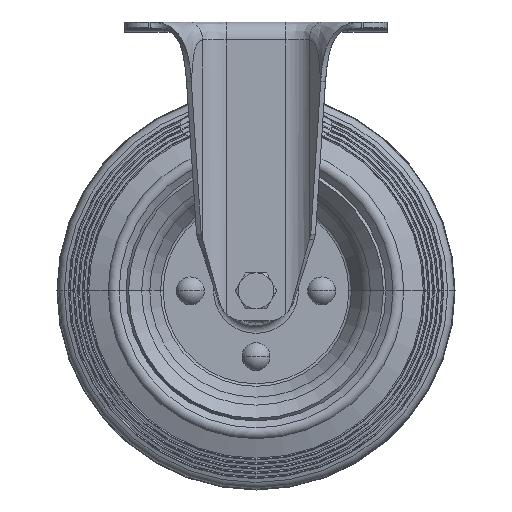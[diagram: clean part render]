
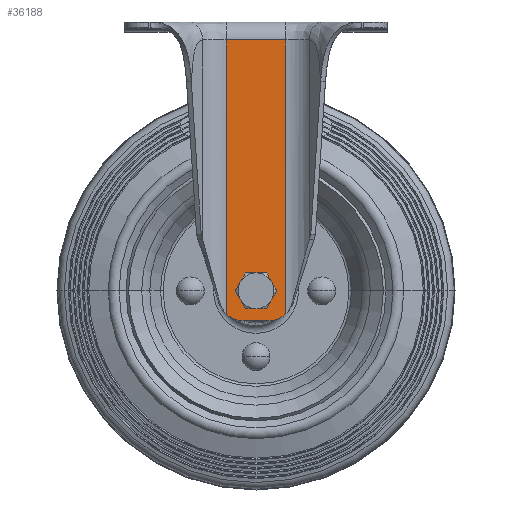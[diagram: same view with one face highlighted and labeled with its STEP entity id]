
A CAD part, top view. The second image highlights one B-rep face of the part: STEP entity #36188.
In plain terms, the highlighted planar face has unit normal (0, 0, 1).
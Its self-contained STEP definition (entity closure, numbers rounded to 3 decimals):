
#606 = EDGE_CURVE ( 'NONE', #2027, #36262, #32309, .T. ) ;
#1035 = ORIENTED_EDGE ( 'NONE', *, *, #24166, .F. ) ;
#2027 = VERTEX_POINT ( 'NONE', #29983 ) ;
#2887 = CARTESIAN_POINT ( 'NONE',  ( 15., 0., 34. ) ) ;
#4134 = DIRECTION ( 'NONE',  ( 0., 0., -1. ) ) ;
#5400 = ORIENTED_EDGE ( 'NONE', *, *, #22328, .F. ) ;
#5674 = CARTESIAN_POINT ( 'NONE',  ( -6.05, -135., 34. ) ) ;
#6088 = DIRECTION ( 'NONE',  ( -1., 0., 0. ) ) ;
#6643 = VECTOR ( 'NONE', #22063, 1000. ) ;
#7495 = ORIENTED_EDGE ( 'NONE', *, *, #30005, .F. ) ;
#7922 = DIRECTION ( 'NONE',  ( 0., 1., 0. ) ) ;
#8140 = ORIENTED_EDGE ( 'NONE', *, *, #13064, .F. ) ;
#8277 = ORIENTED_EDGE ( 'NONE', *, *, #606, .F. ) ;
#8605 = EDGE_CURVE ( 'NONE', #33787, #10713, #35119, .T. ) ;
#9305 = DIRECTION ( 'NONE',  ( 0., 0., -1. ) ) ;
#9419 = CARTESIAN_POINT ( 'NONE',  ( 15., -146.471, 34. ) ) ;
#9770 = CARTESIAN_POINT ( 'NONE',  ( 15., -150., 34. ) ) ;
#10713 = VERTEX_POINT ( 'NONE', #31535 ) ;
#11155 = CARTESIAN_POINT ( 'NONE',  ( 0., -135., 34. ) ) ;
#11434 = LINE ( 'NONE', #23535, #13499 ) ;
#11625 = ORIENTED_EDGE ( 'NONE', *, *, #8605, .F. ) ;
#12139 = CARTESIAN_POINT ( 'NONE',  ( -15., -9., 34. ) ) ;
#12514 = CARTESIAN_POINT ( 'NONE',  ( 6.5, -150., 34. ) ) ;
#12767 = VERTEX_POINT ( 'NONE', #9419 ) ;
#13064 = EDGE_CURVE ( 'NONE', #30346, #38631, #29715, .T. ) ;
#13163 = DIRECTION ( 'NONE',  ( 0., -1., 0. ) ) ;
#13499 = VECTOR ( 'NONE', #35788, 1000. ) ;
#13962 = CARTESIAN_POINT ( 'NONE',  ( 15., -9., 34. ) ) ;
#14323 = PLANE ( 'NONE',  #18487 ) ;
#16995 = CARTESIAN_POINT ( 'NONE',  ( -6.5, -138., 34. ) ) ;
#17928 = CARTESIAN_POINT ( 'NONE',  ( 0., -135., 34. ) ) ;
#18487 = AXIS2_PLACEMENT_3D ( 'NONE', #2887, #9305, #6088 ) ;
#18619 = CARTESIAN_POINT ( 'NONE',  ( 6.5, -138., 34. ) ) ;
#19810 = AXIS2_PLACEMENT_3D ( 'NONE', #18619, #28346, #22246 ) ;
#20382 = ORIENTED_EDGE ( 'NONE', *, *, #25089, .F. ) ;
#22063 = DIRECTION ( 'NONE',  ( 0., 1., 0. ) ) ;
#22214 = CARTESIAN_POINT ( 'NONE',  ( 6.05, -135., 34. ) ) ;
#22246 = DIRECTION ( 'NONE',  ( 0., -1., 0. ) ) ;
#22328 = EDGE_CURVE ( 'NONE', #36262, #37861, #11434, .T. ) ;
#23535 = CARTESIAN_POINT ( 'NONE',  ( 74.112, -9., 34. ) ) ;
#24166 = EDGE_CURVE ( 'NONE', #38631, #30346, #38993, .T. ) ;
#24333 = EDGE_LOOP ( 'NONE', ( #8277, #7495, #11625, #20382, #35488, #5400 ) ) ;
#24427 = VECTOR ( 'NONE', #32112, 1000. ) ;
#25089 = EDGE_CURVE ( 'NONE', #12767, #33787, #32018, .T. ) ;
#25137 = CARTESIAN_POINT ( 'NONE',  ( 15., 0., 34. ) ) ;
#25927 = CARTESIAN_POINT ( 'NONE',  ( -15., 0., 34. ) ) ;
#26323 = FACE_BOUND ( 'NONE', #27971, .T. ) ;
#26343 = DIRECTION ( 'NONE',  ( -1., 0., 0. ) ) ;
#26929 = CIRCLE ( 'NONE', #32008, 12. ) ;
#27119 = FACE_OUTER_BOUND ( 'NONE', #24333, .T. ) ;
#27563 = EDGE_CURVE ( 'NONE', #12767, #37861, #34135, .T. ) ;
#27971 = EDGE_LOOP ( 'NONE', ( #8140, #1035 ) ) ;
#28346 = DIRECTION ( 'NONE',  ( 0., 0., -1. ) ) ;
#29715 = CIRCLE ( 'NONE', #34168, 6.05 ) ;
#29983 = CARTESIAN_POINT ( 'NONE',  ( -15., -146.471, 34. ) ) ;
#30005 = EDGE_CURVE ( 'NONE', #10713, #2027, #26929, .T. ) ;
#30254 = DIRECTION ( 'NONE',  ( 0., 0., 1. ) ) ;
#30346 = VERTEX_POINT ( 'NONE', #5674 ) ;
#31535 = CARTESIAN_POINT ( 'NONE',  ( -6.5, -150., 34. ) ) ;
#32008 = AXIS2_PLACEMENT_3D ( 'NONE', #16995, #4134, #13163 ) ;
#32018 = CIRCLE ( 'NONE', #19810, 12. ) ;
#32112 = DIRECTION ( 'NONE',  ( -1., 0., 0. ) ) ;
#32309 = LINE ( 'NONE', #25927, #34896 ) ;
#33417 = DIRECTION ( 'NONE',  ( -1., 0., 0. ) ) ;
#33787 = VERTEX_POINT ( 'NONE', #12514 ) ;
#34135 = LINE ( 'NONE', #25137, #6643 ) ;
#34168 = AXIS2_PLACEMENT_3D ( 'NONE', #11155, #38941, #26343 ) ;
#34896 = VECTOR ( 'NONE', #7922, 1000. ) ;
#35119 = LINE ( 'NONE', #9770, #24427 ) ;
#35145 = AXIS2_PLACEMENT_3D ( 'NONE', #17928, #30254, #33417 ) ;
#35488 = ORIENTED_EDGE ( 'NONE', *, *, #27563, .T. ) ;
#35788 = DIRECTION ( 'NONE',  ( 1., 0., 0. ) ) ;
#36188 = ADVANCED_FACE ( 'NONE', ( #26323, #27119 ), #14323, .F. ) ;
#36262 = VERTEX_POINT ( 'NONE', #12139 ) ;
#37861 = VERTEX_POINT ( 'NONE', #13962 ) ;
#38631 = VERTEX_POINT ( 'NONE', #22214 ) ;
#38941 = DIRECTION ( 'NONE',  ( 0., 0., 1. ) ) ;
#38993 = CIRCLE ( 'NONE', #35145, 6.05 ) ;
